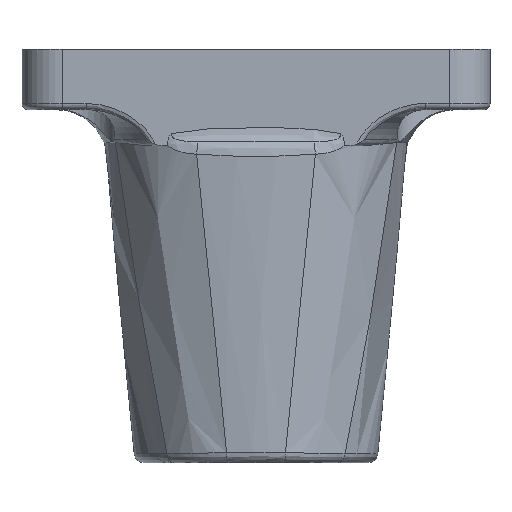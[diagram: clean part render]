
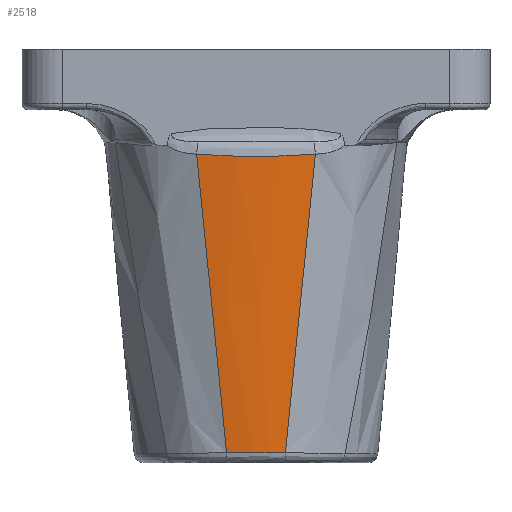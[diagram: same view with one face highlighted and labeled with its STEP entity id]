
A CAD part, top view. The second image highlights one B-rep face of the part: STEP entity #2518.
In plain terms, the highlighted free-form (B-spline) face has degree [3, 1] with [10, 2] control points.
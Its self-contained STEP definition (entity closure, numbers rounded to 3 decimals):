
#158 = CARTESIAN_POINT ( 'NONE',  ( -12.261, 151.944, 60.551 ) ) ;
#189 = CARTESIAN_POINT ( 'NONE',  ( 4.881, 4.889, 57.609 ) ) ;
#391 = CARTESIAN_POINT ( 'NONE',  ( -8.84, 0., 57.206 ) ) ;
#392 = CARTESIAN_POINT ( 'NONE',  ( -14.574, 4.853, 56.578 ) ) ;
#576 = CARTESIAN_POINT ( 'NONE',  ( 42.749, 157., 56.955 ) ) ;
#690 = VERTEX_POINT ( 'NONE', #4938 ) ;
#732 = B_SPLINE_CURVE_WITH_KNOTS ( 'NONE', 3,
 ( #4557, #5650, #1988, #5190, #2710, #3448, #973, #2626, #158, #3171, #4932, #3352 ),
 .UNSPECIFIED., .F., .F.,
 ( 4, 2, 2, 2, 2, 4 ),
 ( 0., 0.015, 0.029, 0.037, 0.044, 0.059 ),
 .UNSPECIFIED. ) ;
#760 = CARTESIAN_POINT ( 'NONE',  ( -15.801, 17.187, 56.771 ) ) ;
#881 = B_SPLINE_SURFACE_WITH_KNOTS ( 'NONE', 3, 1, ( 
 ( #3218, #1849 ),
 ( #4411, #3589 ),
 ( #1947, #3859 ),
 ( #391, #1400 ),
 ( #3309, #4513 ),
 ( #4606, #5053 ),
 ( #2850, #1118 ),
 ( #4312, #4792 ),
 ( #2310, #576 ),
 ( #5237, #1751 ) ),
 .UNSPECIFIED., .F., .F., .F.,
 ( 4, 2, 2, 2, 4 ),
 ( 2, 2 ),
 ( 0., 0.25, 0.5, 0.75, 1. ),
 ( 0., 1. ),
 .UNSPECIFIED. ) ;
#973 = CARTESIAN_POINT ( 'NONE',  ( -4.873, 151.793, 60.843 ) ) ;
#988 = VERTEX_POINT ( 'NONE', #5388 ) ;
#1052 = EDGE_LOOP ( 'NONE', ( #2053, #3801, #1344, #4093 ) ) ;
#1072 = CARTESIAN_POINT ( 'NONE',  ( 17.026, 29.521, 56.964 ) ) ;
#1118 = CARTESIAN_POINT ( 'NONE',  ( 17.243, 157., 60.489 ) ) ;
#1121 = EDGE_CURVE ( 'NONE', #3703, #988, #732, .T. ) ;
#1200 = CARTESIAN_POINT ( 'NONE',  ( -14.574, 4.853, 56.578 ) ) ;
#1344 = ORIENTED_EDGE ( 'NONE', *, *, #2761, .T. ) ;
#1400 = CARTESIAN_POINT ( 'NONE',  ( -17.243, 157., 60.489 ) ) ;
#1638 = CARTESIAN_POINT ( 'NONE',  ( 14.574, 4.853, 56.578 ) ) ;
#1751 = CARTESIAN_POINT ( 'NONE',  ( 51.017, 157., 54.975 ) ) ;
#1781 = B_SPLINE_CURVE_WITH_KNOTS ( 'NONE', 3,
 ( #4648, #5464, #1072, #1792, #3722, #2442, #4354, #4084 ),
 .UNSPECIFIED., .F., .F.,
 ( 4, 2, 2, 4 ),
 ( 0.005, 0.042, 0.079, 0.154 ),
 .UNSPECIFIED. ) ;
#1792 = CARTESIAN_POINT ( 'NONE',  ( 19.485, 54.188, 57.351 ) ) ;
#1849 = CARTESIAN_POINT ( 'NONE',  ( -51.017, 157., 54.975 ) ) ;
#1850 = CARTESIAN_POINT ( 'NONE',  ( -19.485, 54.188, 57.351 ) ) ;
#1947 = CARTESIAN_POINT ( 'NONE',  ( -17.564, 0., 56.044 ) ) ;
#1948 = CARTESIAN_POINT ( 'NONE',  ( -17.026, 29.521, 56.964 ) ) ;
#1988 = CARTESIAN_POINT ( 'NONE',  ( 19.656, 152.207, 60.05 ) ) ;
#2053 = ORIENTED_EDGE ( 'NONE', *, *, #2238, .T. ) ;
#2081 = CARTESIAN_POINT ( 'NONE',  ( 14.574, 4.853, 56.578 ) ) ;
#2238 = EDGE_CURVE ( 'NONE', #988, #690, #3336, .T. ) ;
#2274 = CARTESIAN_POINT ( 'NONE',  ( 29.426, 152.847, 58.892 ) ) ;
#2310 = CARTESIAN_POINT ( 'NONE',  ( 21.869, 0., 55.176 ) ) ;
#2398 = CARTESIAN_POINT ( 'NONE',  ( -29.426, 152.847, 58.892 ) ) ;
#2442 = CARTESIAN_POINT ( 'NONE',  ( 24.432, 103.52, 58.123 ) ) ;
#2518 = ADVANCED_FACE ( 'NONE', ( #4130 ), #881, .T. ) ;
#2626 = CARTESIAN_POINT ( 'NONE',  ( -9.795, 151.879, 60.676 ) ) ;
#2651 = CARTESIAN_POINT ( 'NONE',  ( -4.883, 4.889, 57.609 ) ) ;
#2710 = CARTESIAN_POINT ( 'NONE',  ( 4.956, 151.773, 60.882 ) ) ;
#2761 = EDGE_CURVE ( 'NONE', #3709, #3703, #1781, .T. ) ;
#2762 = CARTESIAN_POINT ( 'NONE',  ( -20.719, 66.521, 57.544 ) ) ;
#2850 = CARTESIAN_POINT ( 'NONE',  ( 8.84, 0., 57.206 ) ) ;
#3171 = CARTESIAN_POINT ( 'NONE',  ( -19.644, 152.206, 60.051 ) ) ;
#3218 = CARTESIAN_POINT ( 'NONE',  ( -26.062, 0., 54.044 ) ) ;
#3219 = CARTESIAN_POINT ( 'NONE',  ( -26.923, 128.184, 58.508 ) ) ;
#3309 = CARTESIAN_POINT ( 'NONE',  ( -4.42, 0., 57.5 ) ) ;
#3336 = B_SPLINE_CURVE_WITH_KNOTS ( 'NONE', 3,
 ( #2398, #3219, #4412, #2762, #1850, #1948, #760, #392 ),
 .UNSPECIFIED., .F., .F.,
 ( 4, 2, 2, 4 ),
 ( 0.004, 0.079, 0.116, 0.153 ),
 .UNSPECIFIED. ) ;
#3352 = CARTESIAN_POINT ( 'NONE',  ( -29.426, 152.847, 58.892 ) ) ;
#3391 = CARTESIAN_POINT ( 'NONE',  ( 9.74, 4.877, 57.266 ) ) ;
#3448 = CARTESIAN_POINT ( 'NONE',  ( -2.414, 151.772, 60.884 ) ) ;
#3589 = CARTESIAN_POINT ( 'NONE',  ( -42.749, 157., 56.955 ) ) ;
#3703 = VERTEX_POINT ( 'NONE', #2274 ) ;
#3709 = VERTEX_POINT ( 'NONE', #2081 ) ;
#3722 = CARTESIAN_POINT ( 'NONE',  ( 20.719, 66.521, 57.544 ) ) ;
#3801 = ORIENTED_EDGE ( 'NONE', *, *, #4433, .T. ) ;
#3859 = CARTESIAN_POINT ( 'NONE',  ( -34.307, 157., 58.467 ) ) ;
#4084 = CARTESIAN_POINT ( 'NONE',  ( 29.426, 152.847, 58.892 ) ) ;
#4093 = ORIENTED_EDGE ( 'NONE', *, *, #1121, .T. ) ;
#4130 = FACE_OUTER_BOUND ( 'NONE', #1052, .T. ) ;
#4312 = CARTESIAN_POINT ( 'NONE',  ( 17.564, 0., 56.044 ) ) ;
#4354 = CARTESIAN_POINT ( 'NONE',  ( 26.923, 128.184, 58.508 ) ) ;
#4389 = CARTESIAN_POINT ( 'NONE',  ( -9.74, 4.877, 57.266 ) ) ;
#4411 = CARTESIAN_POINT ( 'NONE',  ( -21.869, 0., 55.176 ) ) ;
#4412 = CARTESIAN_POINT ( 'NONE',  ( -24.432, 103.52, 58.123 ) ) ;
#4433 = EDGE_CURVE ( 'NONE', #690, #3709, #5249, .T. ) ;
#4513 = CARTESIAN_POINT ( 'NONE',  ( -8.622, 157., 61. ) ) ;
#4557 = CARTESIAN_POINT ( 'NONE',  ( 29.426, 152.847, 58.892 ) ) ;
#4606 = CARTESIAN_POINT ( 'NONE',  ( 4.42, 0., 57.5 ) ) ;
#4648 = CARTESIAN_POINT ( 'NONE',  ( 14.574, 4.853, 56.578 ) ) ;
#4792 = CARTESIAN_POINT ( 'NONE',  ( 34.307, 157., 58.467 ) ) ;
#4932 = CARTESIAN_POINT ( 'NONE',  ( -24.546, 152.468, 59.552 ) ) ;
#4938 = CARTESIAN_POINT ( 'NONE',  ( -14.574, 4.853, 56.578 ) ) ;
#5053 = CARTESIAN_POINT ( 'NONE',  ( 8.622, 157., 61. ) ) ;
#5190 = CARTESIAN_POINT ( 'NONE',  ( 9.861, 151.858, 60.715 ) ) ;
#5237 = CARTESIAN_POINT ( 'NONE',  ( 26.062, 0., 54.044 ) ) ;
#5249 = B_SPLINE_CURVE_WITH_KNOTS ( 'NONE', 3,
 ( #1200, #4389, #2651, #189, #3391, #1638 ),
 .UNSPECIFIED., .F., .F.,
 ( 4, 2, 4 ),
 ( 0., 0.015, 0.029 ),
 .UNSPECIFIED. ) ;
#5388 = CARTESIAN_POINT ( 'NONE',  ( -29.426, 152.847, 58.892 ) ) ;
#5464 = CARTESIAN_POINT ( 'NONE',  ( 15.801, 17.187, 56.771 ) ) ;
#5650 = CARTESIAN_POINT ( 'NONE',  ( 24.545, 152.468, 59.553 ) ) ;
